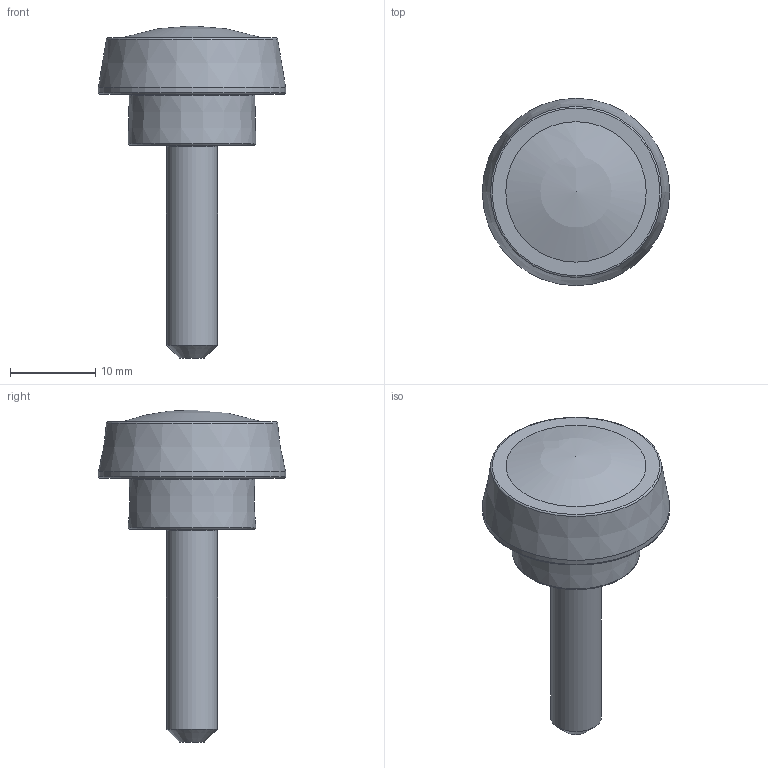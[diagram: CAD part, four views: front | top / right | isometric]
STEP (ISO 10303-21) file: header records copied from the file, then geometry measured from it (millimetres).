
FILE_DESCRIPTION( ( 'Unknown' ), '1' );
FILE_NAME( '6331025_ZP22_M06x25.stp', 'Unknown', ( 'Unknown' ), ( 'Unknown' ), 'PSStep 11.0', 'Unknown', ' ' );
FILE_SCHEMA( ( 'AUTOMOTIVE_DESIGN { 1 0 10303 214 1 1 1 1 }' ) );
Length unit declared in the file: millimetre
Products named in the file (1): 6331025
Bounding box: 22 x 22 x 39 mm (x, y, z)
Volume: 4187.2 mm3; surface area: 1935.3 mm2
Topology: 1 solids, 2 shells, 18 faces, 33 edges, 20 vertices
Faces by surface type: plane 5, torus 5, cone 4, cylinder 3, sphere 1
Full cylindrical faces by diameter (mm): 6 x2, 22 x1
Entity records: 516 total; most frequent: DIRECTION 72, CARTESIAN_POINT 53, AXIS2_PLACEMENT_3D 36, EDGE_LOOP 34, ORIENTED_EDGE 34, FACE_OUTER_BOUND 26, STYLED_ITEM 18, PRESENTATION_STYLE_ASSIGNMENT 18
